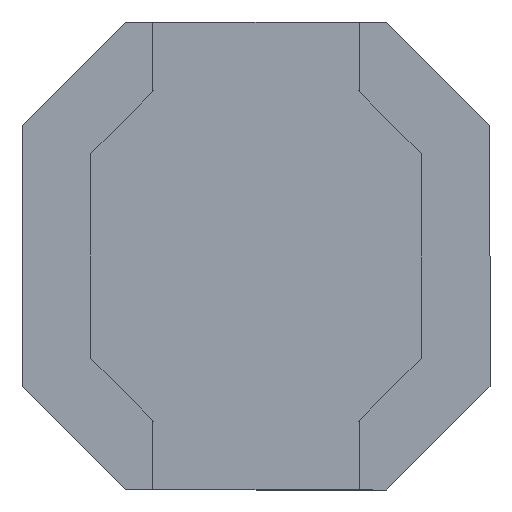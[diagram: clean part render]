
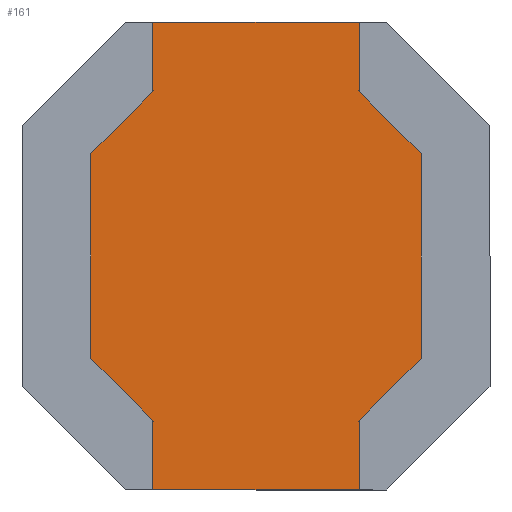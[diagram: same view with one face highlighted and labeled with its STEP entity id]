
A CAD part, front view. The second image highlights one B-rep face of the part: STEP entity #161.
In plain terms, the highlighted planar face has unit normal (0, -1, 0).
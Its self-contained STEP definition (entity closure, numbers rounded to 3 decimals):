
#86 = VECTOR ( 'NONE', #947, 1000. ) ;
#88 = EDGE_CURVE ( 'NONE', #2780, #999, #2912, .T. ) ;
#156 = CARTESIAN_POINT ( 'NONE',  ( 0.75, 0.15, -1.2 ) ) ;
#161 = ADVANCED_FACE ( 'NONE', ( #2150 ), #1529, .F. ) ;
#189 = VERTEX_POINT ( 'NONE', #1521 ) ;
#209 = VECTOR ( 'NONE', #781, 1000. ) ;
#236 = VECTOR ( 'NONE', #2884, 1000. ) ;
#333 = CARTESIAN_POINT ( 'NONE',  ( -1.7, 0.15, 1.7 ) ) ;
#374 = VERTEX_POINT ( 'NONE', #2853 ) ;
#442 = CARTESIAN_POINT ( 'NONE',  ( 1.2, 0.15, 0.743 ) ) ;
#446 = EDGE_CURVE ( 'NONE', #836, #1650, #1909, .T. ) ;
#466 = CARTESIAN_POINT ( 'NONE',  ( -0.743, 0.15, -1.2 ) ) ;
#467 = CARTESIAN_POINT ( 'NONE',  ( -1.2, 0.15, 0.743 ) ) ;
#471 = CARTESIAN_POINT ( 'NONE',  ( 0.75, 0.15, 1.7 ) ) ;
#485 = CARTESIAN_POINT ( 'NONE',  ( 1.2, 0.15, -0.743 ) ) ;
#495 = EDGE_CURVE ( 'NONE', #189, #719, #811, .T. ) ;
#504 = DIRECTION ( 'NONE',  ( -0.707, 0., 0.707 ) ) ;
#522 = ORIENTED_EDGE ( 'NONE', *, *, #822, .F. ) ;
#523 = CARTESIAN_POINT ( 'NONE',  ( -0.75, 0.15, 1.7 ) ) ;
#533 = LINE ( 'NONE', #485, #3195 ) ;
#545 = CARTESIAN_POINT ( 'NONE',  ( 0.75, 0.15, 1.2 ) ) ;
#577 = EDGE_CURVE ( 'NONE', #3106, #2827, #2517, .T. ) ;
#592 = ORIENTED_EDGE ( 'NONE', *, *, #2910, .F. ) ;
#615 = LINE ( 'NONE', #1747, #2600 ) ;
#648 = DIRECTION ( 'NONE',  ( 0., 0., -1. ) ) ;
#683 = CARTESIAN_POINT ( 'NONE',  ( 0.75, 0.15, -1.2 ) ) ;
#687 = ORIENTED_EDGE ( 'NONE', *, *, #829, .F. ) ;
#698 = VECTOR ( 'NONE', #1926, 1000. ) ;
#719 = VERTEX_POINT ( 'NONE', #442 ) ;
#733 = VECTOR ( 'NONE', #504, 1000. ) ;
#752 = LINE ( 'NONE', #2519, #86 ) ;
#758 = EDGE_CURVE ( 'NONE', #2310, #1575, #1362, .T. ) ;
#780 = EDGE_CURVE ( 'NONE', #1575, #999, #2262, .T. ) ;
#781 = DIRECTION ( 'NONE',  ( 0., 0., -1. ) ) ;
#789 = DIRECTION ( 'NONE',  ( 0., 0., -1. ) ) ;
#803 = ORIENTED_EDGE ( 'NONE', *, *, #780, .F. ) ;
#804 = EDGE_CURVE ( 'NONE', #2584, #1560, #3255, .T. ) ;
#811 = LINE ( 'NONE', #3222, #698 ) ;
#822 = EDGE_CURVE ( 'NONE', #2827, #189, #1409, .T. ) ;
#829 = EDGE_CURVE ( 'NONE', #2780, #836, #752, .T. ) ;
#836 = VERTEX_POINT ( 'NONE', #1502 ) ;
#930 = ORIENTED_EDGE ( 'NONE', *, *, #804, .F. ) ;
#947 = DIRECTION ( 'NONE',  ( 0., 0., 1. ) ) ;
#999 = VERTEX_POINT ( 'NONE', #1511 ) ;
#1022 = CARTESIAN_POINT ( 'NONE',  ( 0.75, 0.15, 1.2 ) ) ;
#1024 = VECTOR ( 'NONE', #1113, 1000. ) ;
#1044 = ORIENTED_EDGE ( 'NONE', *, *, #446, .F. ) ;
#1113 = DIRECTION ( 'NONE',  ( -1., 0., 0. ) ) ;
#1149 = CARTESIAN_POINT ( 'NONE',  ( 0.75, 0.15, 1.7 ) ) ;
#1161 = CARTESIAN_POINT ( 'NONE',  ( 0.75, 0.15, 1.7 ) ) ;
#1174 = CARTESIAN_POINT ( 'NONE',  ( -1.2, 0.15, 0.743 ) ) ;
#1192 = LINE ( 'NONE', #523, #1447 ) ;
#1240 = DIRECTION ( 'NONE',  ( 0., 0., 1. ) ) ;
#1254 = DIRECTION ( 'NONE',  ( 0., 1., 0. ) ) ;
#1267 = LINE ( 'NONE', #545, #2733 ) ;
#1362 = LINE ( 'NONE', #683, #3052 ) ;
#1376 = ORIENTED_EDGE ( 'NONE', *, *, #758, .F. ) ;
#1409 = LINE ( 'NONE', #1750, #2411 ) ;
#1420 = CARTESIAN_POINT ( 'NONE',  ( -0.75, 0.15, 1.2 ) ) ;
#1447 = VECTOR ( 'NONE', #789, 1000. ) ;
#1472 = VERTEX_POINT ( 'NONE', #1420 ) ;
#1502 = CARTESIAN_POINT ( 'NONE',  ( -0.75, 0.15, -1.2 ) ) ;
#1511 = CARTESIAN_POINT ( 'NONE',  ( 0.75, 0.15, -1.7 ) ) ;
#1521 = CARTESIAN_POINT ( 'NONE',  ( 0.743, 0.15, 1.2 ) ) ;
#1524 = DIRECTION ( 'NONE',  ( -0.707, 0., -0.707 ) ) ;
#1529 = PLANE ( 'NONE',  #3202 ) ;
#1538 = ORIENTED_EDGE ( 'NONE', *, *, #2266, .T. ) ;
#1555 = CARTESIAN_POINT ( 'NONE',  ( 1.2, 0.15, -0.743 ) ) ;
#1560 = VERTEX_POINT ( 'NONE', #1708 ) ;
#1575 = VERTEX_POINT ( 'NONE', #156 ) ;
#1650 = VERTEX_POINT ( 'NONE', #466 ) ;
#1665 = LINE ( 'NONE', #3304, #733 ) ;
#1708 = CARTESIAN_POINT ( 'NONE',  ( -0.743, 0.15, 1.2 ) ) ;
#1747 = CARTESIAN_POINT ( 'NONE',  ( -1.2, 0.15, 1.7 ) ) ;
#1750 = CARTESIAN_POINT ( 'NONE',  ( 0.75, 0.15, 1.2 ) ) ;
#1809 = VECTOR ( 'NONE', #3237, 1000. ) ;
#1831 = DIRECTION ( 'NONE',  ( 1., 0., 0. ) ) ;
#1871 = EDGE_CURVE ( 'NONE', #1560, #1472, #1267, .T. ) ;
#1909 = LINE ( 'NONE', #2627, #236 ) ;
#1926 = DIRECTION ( 'NONE',  ( 0.707, 0., -0.707 ) ) ;
#1989 = EDGE_LOOP ( 'NONE', ( #1538, #2059, #930, #2190, #592, #1044, #687, #2136, #803, #1376, #2787, #2761, #2824, #522, #3169, #2938 ) ) ;
#2059 = ORIENTED_EDGE ( 'NONE', *, *, #1871, .F. ) ;
#2073 = VECTOR ( 'NONE', #648, 1000. ) ;
#2136 = ORIENTED_EDGE ( 'NONE', *, *, #88, .T. ) ;
#2150 = FACE_OUTER_BOUND ( 'NONE', #1989, .T. ) ;
#2174 = EDGE_CURVE ( 'NONE', #2467, #2584, #615, .T. ) ;
#2190 = ORIENTED_EDGE ( 'NONE', *, *, #2174, .F. ) ;
#2236 = DIRECTION ( 'NONE',  ( 0.707, 0., 0.707 ) ) ;
#2262 = LINE ( 'NONE', #1161, #1809 ) ;
#2266 = EDGE_CURVE ( 'NONE', #374, #1472, #1192, .T. ) ;
#2292 = EDGE_CURVE ( 'NONE', #719, #2348, #2734, .T. ) ;
#2310 = VERTEX_POINT ( 'NONE', #3114 ) ;
#2348 = VERTEX_POINT ( 'NONE', #1555 ) ;
#2395 = EDGE_CURVE ( 'NONE', #3106, #374, #2685, .T. ) ;
#2397 = CARTESIAN_POINT ( 'NONE',  ( -1.2, 0.15, -0.743 ) ) ;
#2411 = VECTOR ( 'NONE', #3004, 1000. ) ;
#2455 = DIRECTION ( 'NONE',  ( 1., 0., 0. ) ) ;
#2467 = VERTEX_POINT ( 'NONE', #2397 ) ;
#2517 = LINE ( 'NONE', #1149, #2073 ) ;
#2519 = CARTESIAN_POINT ( 'NONE',  ( -0.75, 0.15, 1.7 ) ) ;
#2584 = VERTEX_POINT ( 'NONE', #1174 ) ;
#2600 = VECTOR ( 'NONE', #3301, 1000. ) ;
#2627 = CARTESIAN_POINT ( 'NONE',  ( 0.75, 0.15, -1.2 ) ) ;
#2654 = VECTOR ( 'NONE', #2236, 1000. ) ;
#2682 = CARTESIAN_POINT ( 'NONE',  ( 0.75, 0.15, 1.7 ) ) ;
#2685 = LINE ( 'NONE', #333, #1024 ) ;
#2733 = VECTOR ( 'NONE', #3145, 1000. ) ;
#2734 = LINE ( 'NONE', #2841, #209 ) ;
#2761 = ORIENTED_EDGE ( 'NONE', *, *, #2292, .F. ) ;
#2780 = VERTEX_POINT ( 'NONE', #3165 ) ;
#2787 = ORIENTED_EDGE ( 'NONE', *, *, #2855, .F. ) ;
#2824 = ORIENTED_EDGE ( 'NONE', *, *, #495, .F. ) ;
#2827 = VERTEX_POINT ( 'NONE', #1022 ) ;
#2841 = CARTESIAN_POINT ( 'NONE',  ( 1.2, 0.15, 1.7 ) ) ;
#2853 = CARTESIAN_POINT ( 'NONE',  ( -0.75, 0.15, 1.7 ) ) ;
#2855 = EDGE_CURVE ( 'NONE', #2348, #2310, #533, .T. ) ;
#2884 = DIRECTION ( 'NONE',  ( 1., 0., 0. ) ) ;
#2910 = EDGE_CURVE ( 'NONE', #1650, #2467, #1665, .T. ) ;
#2912 = LINE ( 'NONE', #3094, #2956 ) ;
#2938 = ORIENTED_EDGE ( 'NONE', *, *, #2395, .T. ) ;
#2956 = VECTOR ( 'NONE', #1831, 1000. ) ;
#3004 = DIRECTION ( 'NONE',  ( -1., 0., 0. ) ) ;
#3052 = VECTOR ( 'NONE', #2455, 1000. ) ;
#3094 = CARTESIAN_POINT ( 'NONE',  ( -1.7, 0.15, -1.7 ) ) ;
#3106 = VERTEX_POINT ( 'NONE', #2682 ) ;
#3114 = CARTESIAN_POINT ( 'NONE',  ( 0.743, 0.15, -1.2 ) ) ;
#3145 = DIRECTION ( 'NONE',  ( -1., 0., 0. ) ) ;
#3165 = CARTESIAN_POINT ( 'NONE',  ( -0.75, 0.15, -1.7 ) ) ;
#3169 = ORIENTED_EDGE ( 'NONE', *, *, #577, .F. ) ;
#3195 = VECTOR ( 'NONE', #1524, 1000. ) ;
#3202 = AXIS2_PLACEMENT_3D ( 'NONE', #471, #1254, #1240 ) ;
#3222 = CARTESIAN_POINT ( 'NONE',  ( 0.743, 0.15, 1.2 ) ) ;
#3237 = DIRECTION ( 'NONE',  ( 0., 0., -1. ) ) ;
#3255 = LINE ( 'NONE', #467, #2654 ) ;
#3301 = DIRECTION ( 'NONE',  ( 0., 0., 1. ) ) ;
#3304 = CARTESIAN_POINT ( 'NONE',  ( -0.743, 0.15, -1.2 ) ) ;
